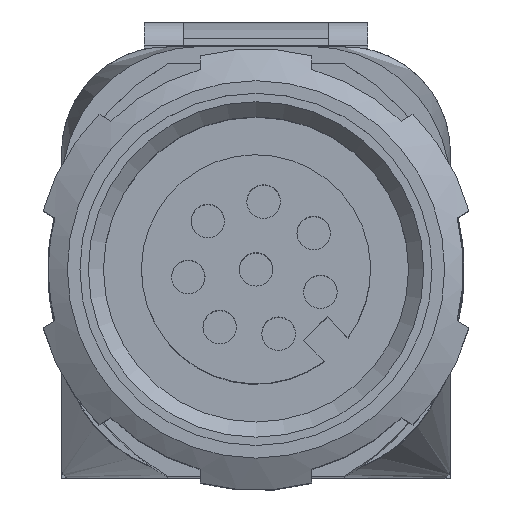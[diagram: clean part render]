
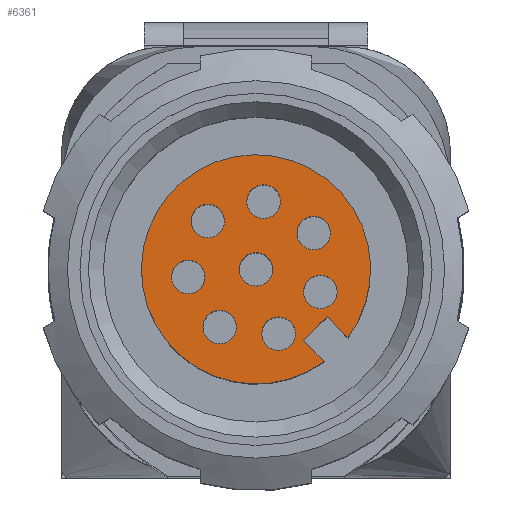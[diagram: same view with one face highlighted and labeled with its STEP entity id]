
A CAD part, top view. The second image highlights one B-rep face of the part: STEP entity #6361.
In plain terms, the highlighted planar face has unit normal (0, 0, 1).
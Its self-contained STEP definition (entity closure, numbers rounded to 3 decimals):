
#124=LINE('',#9370,#674);
#128=LINE('',#9380,#678);
#129=LINE('',#9422,#679);
#674=VECTOR('',#7482,1000.);
#678=VECTOR('',#7492,1000.);
#679=VECTOR('',#7543,1000.);
#1215=PLANE('',#6767);
#1445=CIRCLE('',#6740,4.1);
#1446=CIRCLE('',#6743,0.6);
#1448=CIRCLE('',#6746,0.6);
#1450=CIRCLE('',#6749,0.6);
#1452=CIRCLE('',#6752,0.6);
#1454=CIRCLE('',#6755,0.6);
#1456=CIRCLE('',#6758,0.6);
#1458=CIRCLE('',#6761,0.6);
#1460=CIRCLE('',#6764,0.6);
#1884=ORIENTED_EDGE('',*,*,#3522,.F.);
#1885=ORIENTED_EDGE('',*,*,#3520,.F.);
#1886=ORIENTED_EDGE('',*,*,#3518,.F.);
#1887=ORIENTED_EDGE('',*,*,#3516,.F.);
#1888=ORIENTED_EDGE('',*,*,#3514,.F.);
#1889=ORIENTED_EDGE('',*,*,#3512,.F.);
#1890=ORIENTED_EDGE('',*,*,#3510,.F.);
#1891=ORIENTED_EDGE('',*,*,#3508,.F.);
#1892=ORIENTED_EDGE('',*,*,#3502,.T.);
#1893=ORIENTED_EDGE('',*,*,#3505,.T.);
#1894=ORIENTED_EDGE('',*,*,#3507,.T.);
#1895=ORIENTED_EDGE('',*,*,#3524,.T.);
#3502=EDGE_CURVE('',#4350,#4349,#124,.T.);
#3505=EDGE_CURVE('',#4349,#4351,#1445,.T.);
#3507=EDGE_CURVE('',#4351,#4352,#128,.T.);
#3508=EDGE_CURVE('',#4353,#4353,#1446,.T.);
#3510=EDGE_CURVE('',#4355,#4355,#1448,.T.);
#3512=EDGE_CURVE('',#4357,#4357,#1450,.T.);
#3514=EDGE_CURVE('',#4359,#4359,#1452,.T.);
#3516=EDGE_CURVE('',#4361,#4361,#1454,.T.);
#3518=EDGE_CURVE('',#4363,#4363,#1456,.T.);
#3520=EDGE_CURVE('',#4365,#4365,#1458,.T.);
#3522=EDGE_CURVE('',#4367,#4367,#1460,.T.);
#3524=EDGE_CURVE('',#4352,#4350,#129,.T.);
#4349=VERTEX_POINT('',#9369);
#4350=VERTEX_POINT('',#9371);
#4351=VERTEX_POINT('',#9375);
#4352=VERTEX_POINT('',#9379);
#4353=VERTEX_POINT('',#9383);
#4355=VERTEX_POINT('',#9388);
#4357=VERTEX_POINT('',#9393);
#4359=VERTEX_POINT('',#9398);
#4361=VERTEX_POINT('',#9403);
#4363=VERTEX_POINT('',#9408);
#4365=VERTEX_POINT('',#9413);
#4367=VERTEX_POINT('',#9418);
#4999=EDGE_LOOP('',(#1884));
#5000=EDGE_LOOP('',(#1885));
#5001=EDGE_LOOP('',(#1886));
#5002=EDGE_LOOP('',(#1887));
#5003=EDGE_LOOP('',(#1888));
#5004=EDGE_LOOP('',(#1889));
#5005=EDGE_LOOP('',(#1890));
#5006=EDGE_LOOP('',(#1891));
#5007=EDGE_LOOP('',(#1892,#1893,#1894,#1895));
#5383=FACE_BOUND('',#4999,.T.);
#5384=FACE_BOUND('',#5000,.T.);
#5385=FACE_BOUND('',#5001,.T.);
#5386=FACE_BOUND('',#5002,.T.);
#5387=FACE_BOUND('',#5003,.T.);
#5388=FACE_BOUND('',#5004,.T.);
#5389=FACE_BOUND('',#5005,.T.);
#5390=FACE_BOUND('',#5006,.T.);
#5391=FACE_BOUND('',#5007,.T.);
#6361=ADVANCED_FACE('',(#5383,#5384,#5385,#5386,#5387,#5388,#5389,#5390,
#5391),#1215,.T.);
#6740=AXIS2_PLACEMENT_3D('',#9376,#7487,#7488);
#6743=AXIS2_PLACEMENT_3D('',#9382,#7495,#7496);
#6746=AXIS2_PLACEMENT_3D('',#9387,#7501,#7502);
#6749=AXIS2_PLACEMENT_3D('',#9392,#7507,#7508);
#6752=AXIS2_PLACEMENT_3D('',#9397,#7513,#7514);
#6755=AXIS2_PLACEMENT_3D('',#9402,#7519,#7520);
#6758=AXIS2_PLACEMENT_3D('',#9407,#7525,#7526);
#6761=AXIS2_PLACEMENT_3D('',#9412,#7531,#7532);
#6764=AXIS2_PLACEMENT_3D('',#9417,#7537,#7538);
#6767=AXIS2_PLACEMENT_3D('',#9423,#7544,#7545);
#7482=DIRECTION('',(0.707,-0.707,0.));
#7487=DIRECTION('',(0.,0.,1.));
#7488=DIRECTION('',(0.,1.,0.));
#7492=DIRECTION('',(-0.707,0.707,0.));
#7495=DIRECTION('',(0.,0.,1.));
#7496=DIRECTION('',(0.,1.,0.));
#7501=DIRECTION('',(0.,0.,1.));
#7502=DIRECTION('',(0.,1.,0.));
#7507=DIRECTION('',(0.,0.,1.));
#7508=DIRECTION('',(0.,1.,0.));
#7513=DIRECTION('',(0.,0.,1.));
#7514=DIRECTION('',(0.,1.,0.));
#7519=DIRECTION('',(0.,0.,1.));
#7520=DIRECTION('',(0.,1.,0.));
#7525=DIRECTION('',(0.,0.,1.));
#7526=DIRECTION('',(0.,1.,0.));
#7531=DIRECTION('',(0.,0.,1.));
#7532=DIRECTION('',(0.,1.,0.));
#7537=DIRECTION('',(0.,0.,1.));
#7538=DIRECTION('',(0.,1.,0.));
#7543=DIRECTION('',(0.707,0.707,0.));
#7544=DIRECTION('',(0.,0.,1.));
#7545=DIRECTION('',(1.,0.,0.));
#9369=CARTESIAN_POINT('',(3.292,-2.444,1.55));
#9370=CARTESIAN_POINT('',(2.546,-1.697,1.55));
#9371=CARTESIAN_POINT('',(2.546,-1.697,1.55));
#9375=CARTESIAN_POINT('',(2.444,-3.292,1.55));
#9376=CARTESIAN_POINT('',(0.,0.,1.55));
#9379=CARTESIAN_POINT('',(1.697,-2.546,1.55));
#9380=CARTESIAN_POINT('',(2.444,-3.292,1.55));
#9382=CARTESIAN_POINT('',(0.273,2.425,1.55));
#9383=CARTESIAN_POINT('',(0.273,3.025,1.55));
#9387=CARTESIAN_POINT('',(-1.725,1.725,1.55));
#9388=CARTESIAN_POINT('',(-1.725,2.325,1.55));
#9392=CARTESIAN_POINT('',(2.066,1.298,1.55));
#9393=CARTESIAN_POINT('',(2.066,1.898,1.55));
#9397=CARTESIAN_POINT('',(0.,0.,1.55));
#9398=CARTESIAN_POINT('',(0.,0.6,1.55));
#9402=CARTESIAN_POINT('',(-2.425,-0.273,1.55));
#9403=CARTESIAN_POINT('',(-2.425,0.327,1.55));
#9407=CARTESIAN_POINT('',(2.303,-0.806,1.55));
#9408=CARTESIAN_POINT('',(2.303,-0.206,1.55));
#9412=CARTESIAN_POINT('',(-1.298,-2.066,1.55));
#9413=CARTESIAN_POINT('',(-1.298,-1.466,1.55));
#9417=CARTESIAN_POINT('',(0.806,-2.303,1.55));
#9418=CARTESIAN_POINT('',(0.806,-1.703,1.55));
#9422=CARTESIAN_POINT('',(1.697,-2.546,1.55));
#9423=CARTESIAN_POINT('',(0.,0.,1.55));
